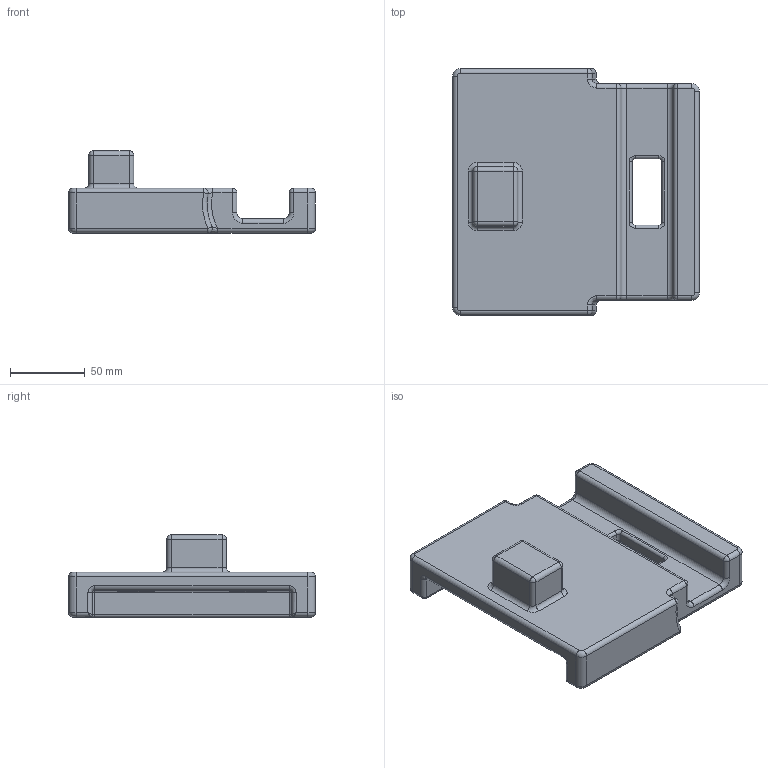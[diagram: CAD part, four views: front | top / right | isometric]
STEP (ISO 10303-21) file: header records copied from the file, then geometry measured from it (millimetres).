
FILE_DESCRIPTION (( 'STEP AP214' ), '1' );
FILE_NAME ('r_car - chassis.STEP', '2021-01-31T03:00:59', ( '' ), ( '' ), 'SwSTEP 2.0', 'SolidWorks 2021', '' );
FILE_SCHEMA (( 'AUTOMOTIVE_DESIGN' ));
Length unit declared in the file: millimetre
Products named in the file (1): r_car - chassis
Bounding box: 165.1 x 165.1 x 55 mm (x, y, z)
Volume: 476427.3 mm3; surface area: 78000.2 mm2
Topology: 1 solids, 1 shells, 181 faces, 416 edges, 224 vertices
Faces by surface type: cylinder 86, torus 40, plane 35, sphere 14, bspline 6
Entity records: 5392 total; most frequent: CARTESIAN_POINT 1290, DIRECTION 952, ORIENTED_EDGE 800, EDGE_CURVE 400, AXIS2_PLACEMENT_3D 388, VERTEX_POINT 224, CIRCLE 212, EDGE_LOOP 186
